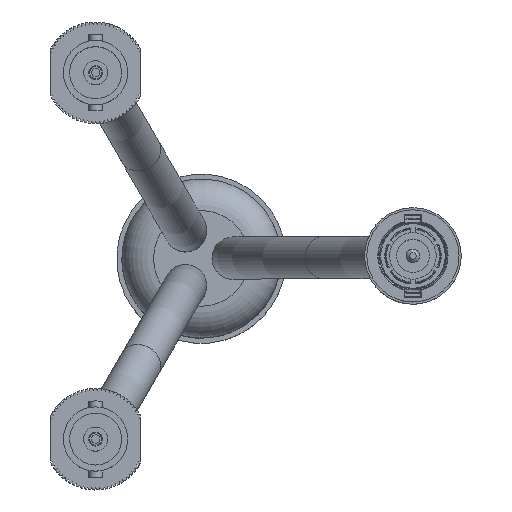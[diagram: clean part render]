
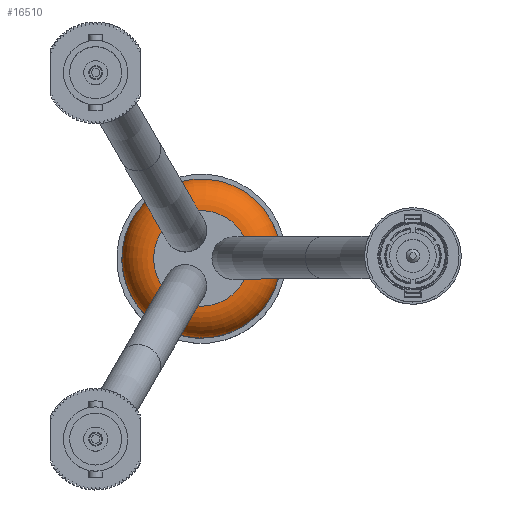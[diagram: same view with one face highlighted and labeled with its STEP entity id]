
A CAD part, top view. The second image highlights one B-rep face of the part: STEP entity #16510.
In plain terms, the highlighted toroidal (fillet/blend) face has major radius 7.176 mm and minor radius 4.763 mm.
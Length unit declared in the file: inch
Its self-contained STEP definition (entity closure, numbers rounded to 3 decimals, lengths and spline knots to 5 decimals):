
#3002=TOROIDAL_SURFACE('',#18044,0.2825,0.1875);
#3377=FACE_BOUND('',#5233,.T.);
#4206=FACE_OUTER_BOUND('',#5232,.T.);
#5232=EDGE_LOOP('',(#13726,#13727,#13728,#13729,#13730,#13731));
#5233=EDGE_LOOP('',(#13732));
#5937=CIRCLE('',#18016,0.2825);
#5943=CIRCLE('',#18027,0.2825);
#5949=CIRCLE('',#18038,0.2825);
#5952=CIRCLE('',#18043,0.47);
#5953=CIRCLE('',#18045,0.2825);
#5954=CIRCLE('',#18046,0.2825);
#5955=CIRCLE('',#18047,0.2825);
#7366=VERTEX_POINT('',#30136);
#7367=VERTEX_POINT('',#30137);
#7371=VERTEX_POINT('',#30152);
#7372=VERTEX_POINT('',#30153);
#7376=VERTEX_POINT('',#30168);
#7377=VERTEX_POINT('',#30169);
#7383=VERTEX_POINT('',#30189);
#9523=EDGE_CURVE('',#7366,#7367,#5937,.T.);
#9529=EDGE_CURVE('',#7371,#7372,#5943,.T.);
#9535=EDGE_CURVE('',#7376,#7377,#5949,.T.);
#9538=EDGE_CURVE('',#7383,#7383,#5952,.T.);
#9539=EDGE_CURVE('',#7377,#7371,#5953,.T.);
#9540=EDGE_CURVE('',#7367,#7376,#5954,.T.);
#9541=EDGE_CURVE('',#7372,#7366,#5955,.T.);
#13726=ORIENTED_EDGE('',*,*,#9529,.F.);
#13727=ORIENTED_EDGE('',*,*,#9539,.F.);
#13728=ORIENTED_EDGE('',*,*,#9535,.F.);
#13729=ORIENTED_EDGE('',*,*,#9540,.F.);
#13730=ORIENTED_EDGE('',*,*,#9523,.F.);
#13731=ORIENTED_EDGE('',*,*,#9541,.F.);
#13732=ORIENTED_EDGE('',*,*,#9538,.T.);
#16510=ADVANCED_FACE('',(#4206,#3377),#3002,.T.);
#18016=AXIS2_PLACEMENT_3D('',#30150,#22131,#22132);
#18027=AXIS2_PLACEMENT_3D('',#30166,#22153,#22154);
#18038=AXIS2_PLACEMENT_3D('',#30182,#22175,#22176);
#18043=AXIS2_PLACEMENT_3D('',#30190,#22185,#22186);
#18044=AXIS2_PLACEMENT_3D('',#30191,#22187,#22188);
#18045=AXIS2_PLACEMENT_3D('',#30192,#22189,#22190);
#18046=AXIS2_PLACEMENT_3D('',#30193,#22191,#22192);
#18047=AXIS2_PLACEMENT_3D('',#30194,#22193,#22194);
#22131=DIRECTION('center_axis',(0.,0.,
1.));
#22132=DIRECTION('ref_axis',(-0.713,0.701,0.));
#22153=DIRECTION('center_axis',(0.,0.,
1.));
#22154=DIRECTION('ref_axis',(-0.713,0.701,0.));
#22175=DIRECTION('center_axis',(0.,0.,
1.));
#22176=DIRECTION('ref_axis',(-0.713,0.701,0.));
#22185=DIRECTION('center_axis',(0.,0.,
1.));
#22186=DIRECTION('ref_axis',(-0.713,0.701,0.));
#22187=DIRECTION('center_axis',(0.,0.,
1.));
#22188=DIRECTION('ref_axis',(-0.701,-0.713,0.));
#22189=DIRECTION('center_axis',(0.,0.,
1.));
#22190=DIRECTION('ref_axis',(-0.713,0.701,0.));
#22191=DIRECTION('center_axis',(0.,0.,
1.));
#22192=DIRECTION('ref_axis',(-0.713,0.701,0.));
#22193=DIRECTION('center_axis',(0.,0.,
1.));
#22194=DIRECTION('ref_axis',(-0.713,0.701,0.));
#30136=CARTESIAN_POINT('',(-2.98651,1.17486,-2.6771));
#30137=CARTESIAN_POINT('',(-2.8165,1.07671,-2.6771));
#30150=CARTESIAN_POINT('Origin',(-2.76905,1.3552,-2.6771));
#30152=CARTESIAN_POINT('',(-2.8165,1.63368,-2.6771));
#30153=CARTESIAN_POINT('',(-2.98651,1.53553,-2.6771));
#30166=CARTESIAN_POINT('Origin',(-2.76905,1.3552,-2.6771));
#30168=CARTESIAN_POINT('',(-2.50415,1.25704,-2.6771));
#30169=CARTESIAN_POINT('',(-2.50415,1.45335,-2.6771));
#30182=CARTESIAN_POINT('Origin',(-2.76905,1.3552,-2.6771));
#30189=CARTESIAN_POINT('',(-3.10409,1.68482,-2.8646));
#30190=CARTESIAN_POINT('Origin',(-2.76905,1.3552,-2.8646));
#30191=CARTESIAN_POINT('Origin',(-2.76905,1.3552,-2.8646));
#30192=CARTESIAN_POINT('Origin',(-2.76905,1.3552,-2.6771));
#30193=CARTESIAN_POINT('Origin',(-2.76905,1.3552,-2.6771));
#30194=CARTESIAN_POINT('Origin',(-2.76905,1.3552,-2.6771));
